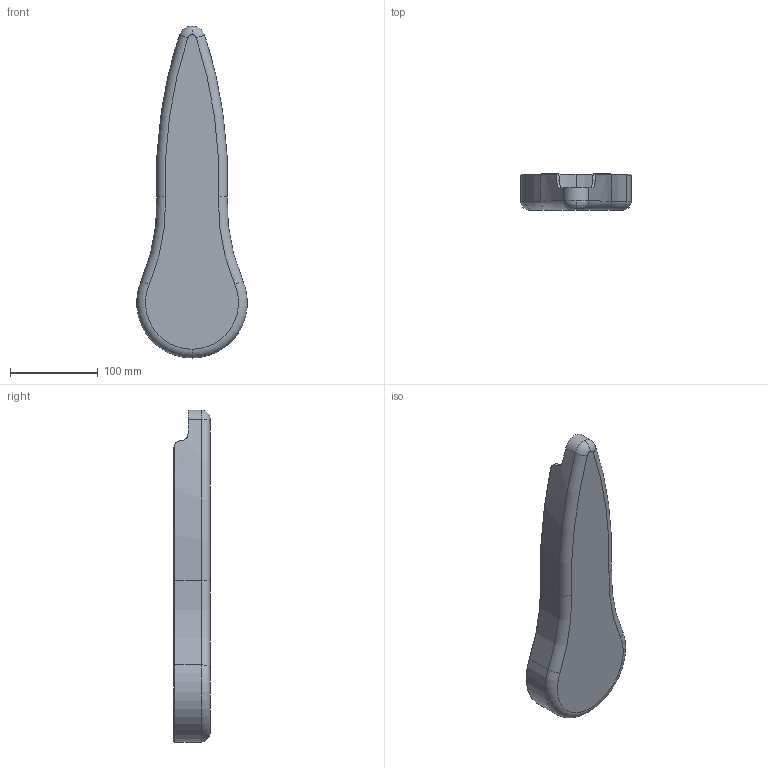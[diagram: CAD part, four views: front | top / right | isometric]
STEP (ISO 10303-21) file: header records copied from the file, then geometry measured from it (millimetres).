
FILE_DESCRIPTION (( 'STEP AP203' ), '1' );
FILE_NAME ('63衵虯酘俋褲.STEP', '2024-12-19T12:18:18', ( '' ), ( '' ), 'SwSTEP 2.0', 'SolidWorks 2024', '' );
FILE_SCHEMA (( 'CONFIG_CONTROL_DESIGN' ));
Length unit declared in the file: millimetre
Products named in the file (1): 63右腿左外壳
Bounding box: 125.63 x 41 x 378 mm (x, y, z)
Volume: 173539.7 mm3; surface area: 118118.4 mm2
Topology: 1 solids, 1 shells, 44 faces, 107 edges, 65 vertices
Faces by surface type: cylinder 18, torus 16, cone 6, plane 4
Entity records: 1552 total; most frequent: CARTESIAN_POINT 403, DIRECTION 259, ORIENTED_EDGE 214, AXIS2_PLACEMENT_3D 117, EDGE_CURVE 107, CIRCLE 72, VERTEX_POINT 65, EDGE_LOOP 44
